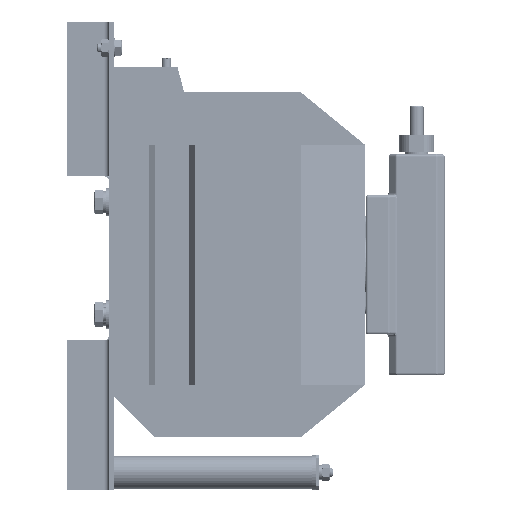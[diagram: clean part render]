
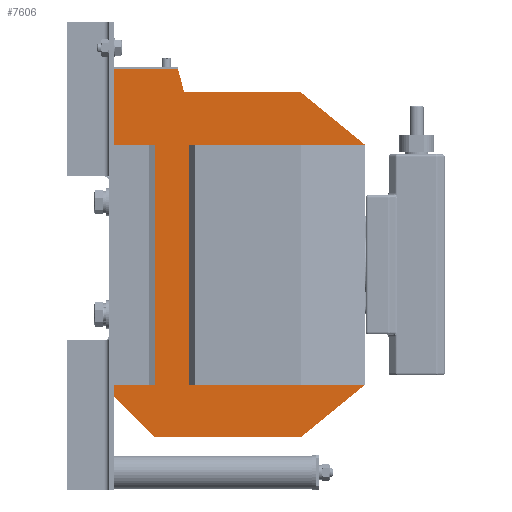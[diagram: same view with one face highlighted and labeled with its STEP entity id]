
A CAD part, left-side view. The second image highlights one B-rep face of the part: STEP entity #7606.
In plain terms, the highlighted face is planar.
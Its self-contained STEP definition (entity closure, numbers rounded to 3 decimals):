
#7606=ADVANCED_FACE('',(#20245),#20247,.F.);
#20245=FACE_BOUND('',#20246,.T.);
#20246=EDGE_LOOP('',(#35978,#35979,#35980,#35981,#35982,#35983,#35984,#35985,#35986,
#35987,#35988,#35989,#35990,#35991,#35992));
#20247=PLANE('',#20248);
#20248=AXIS2_PLACEMENT_3D('',#20249,#20250,#20251);
#20249=CARTESIAN_POINT('',(-152.5,55.,-42.859));
#20250=DIRECTION('',(0.,-1.,0.));
#20251=DIRECTION('',(0.,0.,-1.));
#35978=ORIENTED_EDGE('',*,*,#41833,.F.);
#35979=ORIENTED_EDGE('',*,*,#41841,.T.);
#35980=ORIENTED_EDGE('',*,*,#41842,.F.);
#35981=ORIENTED_EDGE('',*,*,#41843,.F.);
#35982=ORIENTED_EDGE('',*,*,#41829,.F.);
#35983=ORIENTED_EDGE('',*,*,#41844,.F.);
#35984=ORIENTED_EDGE('',*,*,#41845,.F.);
#35985=ORIENTED_EDGE('',*,*,#41846,.F.);
#35986=ORIENTED_EDGE('',*,*,#41847,.F.);
#35987=ORIENTED_EDGE('',*,*,#41848,.T.);
#35988=ORIENTED_EDGE('',*,*,#41849,.T.);
#35989=ORIENTED_EDGE('',*,*,#41850,.F.);
#35990=ORIENTED_EDGE('',*,*,#41851,.F.);
#35991=ORIENTED_EDGE('',*,*,#41852,.T.);
#35992=ORIENTED_EDGE('',*,*,#41805,.T.);
#41805=EDGE_CURVE('',#45670,#45668,#45671,.T.);
#41829=EDGE_CURVE('',#45714,#45716,#45717,.F.);
#41833=EDGE_CURVE('',#45722,#45668,#45724,.F.);
#41841=EDGE_CURVE('',#45722,#45738,#45739,.T.);
#41842=EDGE_CURVE('',#45740,#45738,#45741,.T.);
#41843=EDGE_CURVE('',#45716,#45740,#45742,.T.);
#41844=EDGE_CURVE('',#45743,#45714,#45744,.T.);
#41845=EDGE_CURVE('',#45745,#45743,#45746,.F.);
#41846=EDGE_CURVE('',#45747,#45745,#45748,.T.);
#41847=EDGE_CURVE('',#45749,#45747,#45750,.T.);
#41848=EDGE_CURVE('',#45749,#45751,#45752,.T.);
#41849=EDGE_CURVE('',#45751,#45753,#45754,.T.);
#41850=EDGE_CURVE('',#45755,#45753,#45756,.T.);
#41851=EDGE_CURVE('',#45757,#45755,#45758,.F.);
#41852=EDGE_CURVE('',#45757,#45670,#45759,.T.);
#45668=VERTEX_POINT('',#54166);
#45670=VERTEX_POINT('',#54170);
#45671=LINE('',#54171,#54172);
#45714=VERTEX_POINT('',#54260);
#45716=VERTEX_POINT('',#54264);
#45717=LINE('',#54265,#54266);
#45722=VERTEX_POINT('',#54276);
#45724=LINE('',#54280,#54281);
#45738=VERTEX_POINT('',#54315);
#45739=LINE('',#54316,#54317);
#45740=VERTEX_POINT('',#54319);
#45741=LINE('',#54320,#54321);
#45742=LINE('',#54323,#54324);
#45743=VERTEX_POINT('',#54326);
#45744=LINE('',#54327,#54328);
#45745=VERTEX_POINT('',#54330);
#45746=LINE('',#54331,#54332);
#45747=VERTEX_POINT('',#54334);
#45748=LINE('',#54335,#54336);
#45749=VERTEX_POINT('',#54338);
#45750=LINE('',#54339,#54340);
#45751=VERTEX_POINT('',#54342);
#45752=LINE('',#54343,#54344);
#45753=VERTEX_POINT('',#54346);
#45754=LINE('',#54347,#54348);
#45755=VERTEX_POINT('',#54350);
#45756=LINE('',#54351,#54352);
#45757=VERTEX_POINT('',#54354);
#45758=LINE('',#54355,#54356);
#45759=LINE('',#54358,#54359);
#54166=CARTESIAN_POINT('',(167.5,55.,-107.5));
#54170=CARTESIAN_POINT('',(167.5,55.,-52.5));
#54171=CARTESIAN_POINT('',(167.5,55.,-52.5));
#54172=VECTOR('',#54173,1.);
#54173=DIRECTION('',(0.,0.,-1.));
#54260=CARTESIAN_POINT('',(-112.5,55.,-107.5));
#54264=CARTESIAN_POINT('',(-102.5,55.,-107.5));
#54265=CARTESIAN_POINT('',(-102.5,55.,-107.5));
#54266=VECTOR('',#54267,1.);
#54267=DIRECTION('',(-1.,0.,0.));
#54276=CARTESIAN_POINT('',(102.5,55.,-107.5));
#54280=CARTESIAN_POINT('',(167.5,55.,-107.5));
#54281=VECTOR('',#54282,1.);
#54282=DIRECTION('',(-1.,0.,0.));
#54315=CARTESIAN_POINT('',(102.5,55.,-72.141));
#54316=CARTESIAN_POINT('',(102.5,55.,-107.5));
#54317=VECTOR('',#54318,1.);
#54318=DIRECTION('',(0.,0.,1.));
#54319=CARTESIAN_POINT('',(-102.5,55.,-72.141));
#54320=CARTESIAN_POINT('',(-102.5,55.,-72.141));
#54321=VECTOR('',#54322,1.);
#54322=DIRECTION('',(1.,0.,0.));
#54323=CARTESIAN_POINT('',(-102.5,55.,-107.5));
#54324=VECTOR('',#54325,1.);
#54325=DIRECTION('',(0.,0.,1.));
#54326=CARTESIAN_POINT('',(-147.5,55.,-72.5));
#54327=CARTESIAN_POINT('',(-147.5,55.,-72.5));
#54328=VECTOR('',#54329,1.);
#54329=DIRECTION('',(0.707,0.,-0.707));
#54330=CARTESIAN_POINT('',(-147.5,55.,52.5));
#54331=CARTESIAN_POINT('',(-147.5,55.,-72.5));
#54332=VECTOR('',#54333,1.);
#54333=DIRECTION('',(0.,0.,1.));
#54334=CARTESIAN_POINT('',(-102.5,55.,107.5));
#54335=CARTESIAN_POINT('',(-102.5,55.,107.5));
#54336=VECTOR('',#54337,1.);
#54337=DIRECTION('',(-0.633,0.,-0.774));
#54338=CARTESIAN_POINT('',(-102.5,55.,-42.859));
#54339=CARTESIAN_POINT('',(-102.5,55.,-42.859));
#54340=VECTOR('',#54341,1.);
#54341=DIRECTION('',(0.,0.,1.));
#54342=CARTESIAN_POINT('',(102.5,55.,-42.859));
#54343=CARTESIAN_POINT('',(-102.5,55.,-42.859));
#54344=VECTOR('',#54345,1.);
#54345=DIRECTION('',(1.,0.,0.));
#54346=CARTESIAN_POINT('',(102.5,55.,107.5));
#54347=CARTESIAN_POINT('',(102.5,55.,-42.859));
#54348=VECTOR('',#54349,1.);
#54349=DIRECTION('',(0.,0.,1.));
#54350=CARTESIAN_POINT('',(147.5,55.,52.5));
#54351=CARTESIAN_POINT('',(147.5,55.,52.5));
#54352=VECTOR('',#54353,1.);
#54353=DIRECTION('',(-0.633,0.,0.774));
#54354=CARTESIAN_POINT('',(147.5,55.,-47.141));
#54355=CARTESIAN_POINT('',(147.5,55.,52.5));
#54356=VECTOR('',#54357,1.);
#54357=DIRECTION('',(0.,0.,-1.));
#54358=CARTESIAN_POINT('',(147.5,55.,-47.141));
#54359=VECTOR('',#54360,1.);
#54360=DIRECTION('',(0.966,0.,-0.259));
